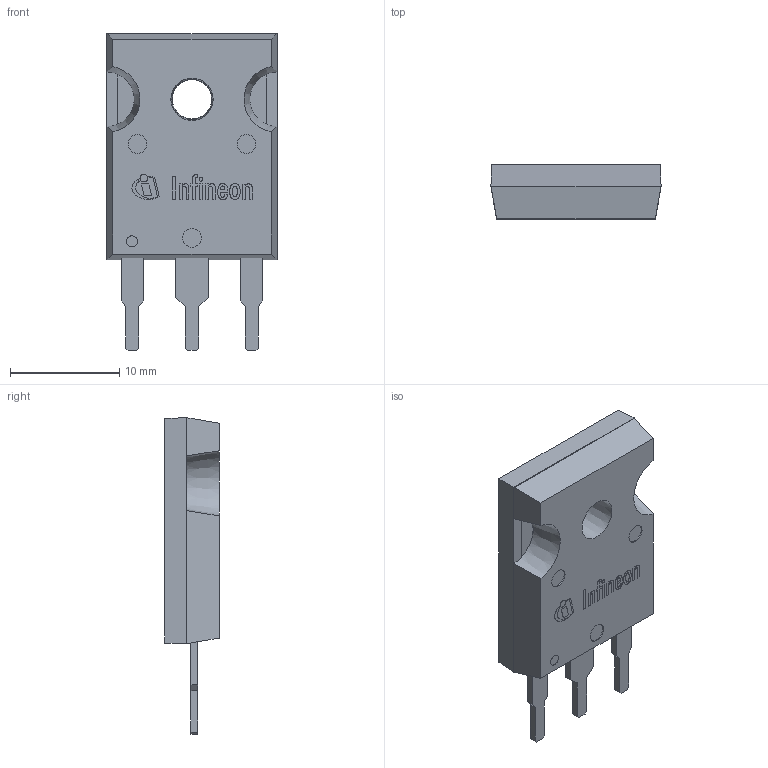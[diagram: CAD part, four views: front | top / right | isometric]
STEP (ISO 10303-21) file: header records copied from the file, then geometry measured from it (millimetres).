
FILE_DESCRIPTION(/* description */ (''),/* implementation_level */ '2;1');
FILE_NAME(/* name */ '1.stp',/* time_stamp */ '2019-11-18T20:21:27+02:00',/* author */ ('k'),/* organization */ (''),/* preprocessor_version */ 'ST-DEVELOPER v15.6',/* originating_system */ 'Autodesk Inventor 2015',/* authorisation */ '');
FILE_SCHEMA (('AUTOMOTIVE_DESIGN { 1 0 10303 214 3 1 1 }'));
Length unit declared in the file: millimetre
Products named in the file (9): PG-TO247-3-901_LOWER_MOLD; PG-TO247-3-901_UPPER_MOLD; PG-TO247-3-901_EXPOSED_PAD_1; PG-TO247-3-901_EXPOSED_PAD_2; PG-TO247-3-901_EXPOSED_LEAD_1; PG-TO247-3-901_EXPOSED_LEAD_2; PG-TO247-3-901_LOGO; Infineon-STP_PG-TO247-3-901-P-v01_00-EN; 1
Bounding box: 15.58 x 4.99 x 28.99 mm (x, y, z)
Volume: 1455.3 mm3; surface area: 2161.4 mm2
Topology: 21 solids, 21 shells, 329 faces, 840 edges, 560 vertices
Faces by surface type: plane 178, cylinder 147, cone 4
Full cylindrical faces by diameter (mm): 0.337 x1, 0.698 x1, 1.018 x1, 1.7 x3, 7.39 x2
Entity records: 9932 total; most frequent: DIRECTION 1768, CARTESIAN_POINT 1683, ORIENTED_EDGE 1600, EDGE_CURVE 800, AXIS2_PLACEMENT_3D 637, VERTEX_POINT 540, LINE 494, VECTOR 494
